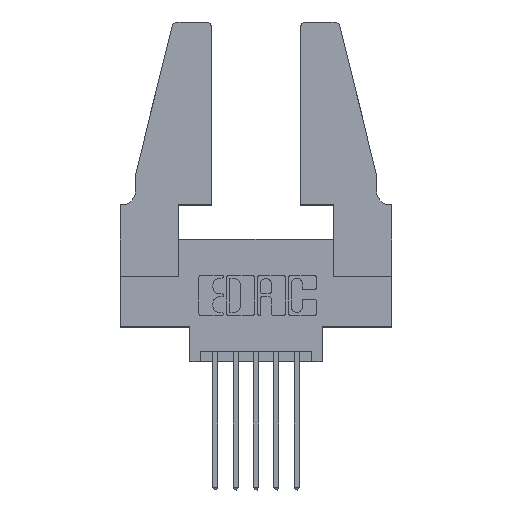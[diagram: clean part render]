
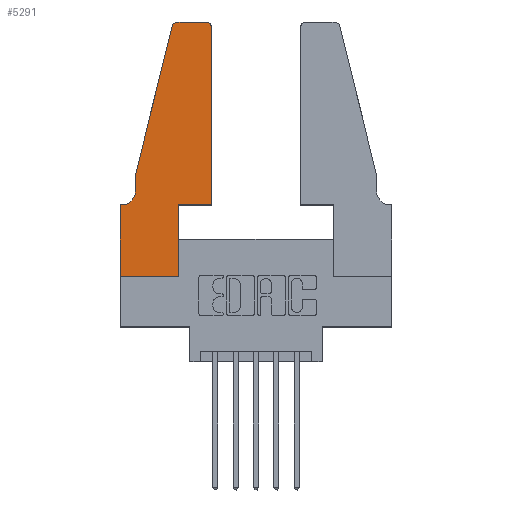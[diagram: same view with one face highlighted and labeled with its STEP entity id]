
A CAD part, top view. The second image highlights one B-rep face of the part: STEP entity #5291.
In plain terms, the highlighted planar face has unit normal (0, 0, 1).
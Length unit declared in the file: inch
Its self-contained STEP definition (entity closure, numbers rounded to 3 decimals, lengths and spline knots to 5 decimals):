
#119 = ORIENTED_EDGE ( 'NONE', *, *, #6495, .T. ) ;
#413 = ORIENTED_EDGE ( 'NONE', *, *, #10708, .T. ) ;
#497 = CARTESIAN_POINT ( 'NONE',  ( 0.4205, 1.25, 0.37 ) ) ;
#527 = CARTESIAN_POINT ( 'NONE',  ( 0.25487, 1.22718, 0.37 ) ) ;
#719 = CARTESIAN_POINT ( 'NONE',  ( 0.2865, 0.35, 0.37 ) ) ;
#776 = CIRCLE ( 'NONE', #2112, 0.03 ) ;
#972 = PLANE ( 'NONE',  #2490 ) ;
#1002 = AXIS2_PLACEMENT_3D ( 'NONE', #8713, #8788, #8835 ) ;
#1318 = LINE ( 'NONE', #6921, #3669 ) ;
#1371 = CARTESIAN_POINT ( 'NONE',  ( 0.0755, 0.42, 0.37 ) ) ;
#1436 = CARTESIAN_POINT ( 'NONE',  ( 0., 0., 0.37 ) ) ;
#1464 = VERTEX_POINT ( 'NONE', #7126 ) ;
#1492 = EDGE_CURVE ( 'NONE', #8487, #8394, #5353, .T. ) ;
#1500 = VECTOR ( 'NONE', #10810, 39.37008 ) ;
#1537 = CARTESIAN_POINT ( 'NONE',  ( 0.4505, 0.35, 0.37 ) ) ;
#1878 = VECTOR ( 'NONE', #5183, 39.37008 ) ;
#2107 = VECTOR ( 'NONE', #9252, 39.37008 ) ;
#2112 = AXIS2_PLACEMENT_3D ( 'NONE', #3991, #9983, #4862 ) ;
#2284 = LINE ( 'NONE', #5518, #4095 ) ;
#2425 = DIRECTION ( 'NONE',  ( 1., 0., 0. ) ) ;
#2490 = AXIS2_PLACEMENT_3D ( 'NONE', #4526, #10463, #5388 ) ;
#2539 = CARTESIAN_POINT ( 'NONE',  ( 0.0755, 0.5, 0.37 ) ) ;
#2544 = CARTESIAN_POINT ( 'NONE',  ( 0.2605, 1.25, 0.37 ) ) ;
#2679 = ORIENTED_EDGE ( 'NONE', *, *, #6686, .T. ) ;
#2854 = CARTESIAN_POINT ( 'NONE',  ( 0.0055, 0.35, 0.37 ) ) ;
#3058 = ORIENTED_EDGE ( 'NONE', *, *, #5993, .T. ) ;
#3164 = CARTESIAN_POINT ( 'NONE',  ( 0.0755, 0.5, 0.37 ) ) ;
#3201 = ORIENTED_EDGE ( 'NONE', *, *, #7447, .T. ) ;
#3267 = ORIENTED_EDGE ( 'NONE', *, *, #1492, .T. ) ;
#3335 = VERTEX_POINT ( 'NONE', #3727 ) ;
#3435 = DIRECTION ( 'NONE',  ( 0., -1., 0. ) ) ;
#3485 = VERTEX_POINT ( 'NONE', #2854 ) ;
#3646 = CIRCLE ( 'NONE', #6599, 0.07 ) ;
#3669 = VECTOR ( 'NONE', #9516, 39.37008 ) ;
#3712 = LINE ( 'NONE', #1537, #8276 ) ;
#3727 = CARTESIAN_POINT ( 'NONE',  ( 0.4505, 0.35, 0.37 ) ) ;
#3950 = LINE ( 'NONE', #2544, #1878 ) ;
#3953 = ORIENTED_EDGE ( 'NONE', *, *, #3979, .T. ) ;
#3979 = EDGE_CURVE ( 'NONE', #4249, #8206, #10115, .T. ) ;
#3991 = CARTESIAN_POINT ( 'NONE',  ( 0.4205, 1.22, 0.37 ) ) ;
#4043 = CARTESIAN_POINT ( 'NONE',  ( 0., 0.35, 0.37 ) ) ;
#4095 = VECTOR ( 'NONE', #10587, 39.37008 ) ;
#4106 = VERTEX_POINT ( 'NONE', #4043 ) ;
#4161 = VECTOR ( 'NONE', #3435, 39.37008 ) ;
#4249 = VERTEX_POINT ( 'NONE', #5606 ) ;
#4327 = LINE ( 'NONE', #8995, #8895 ) ;
#4526 = CARTESIAN_POINT ( 'NONE',  ( 0., 0.35, 0.37 ) ) ;
#4773 = DIRECTION ( 'NONE',  ( 0., 0., -1. ) ) ;
#4862 = DIRECTION ( 'NONE',  ( 1., 0., 0. ) ) ;
#4993 = EDGE_CURVE ( 'NONE', #5297, #6241, #776, .T. ) ;
#5004 = EDGE_LOOP ( 'NONE', ( #8890, #3953, #3058, #7382, #3201, #5198, #9952, #2679, #3267, #413, #119, #7632 ) ) ;
#5136 = DIRECTION ( 'NONE',  ( 0., 1., 0. ) ) ;
#5183 = DIRECTION ( 'NONE',  ( -1., 0., 0. ) ) ;
#5198 = ORIENTED_EDGE ( 'NONE', *, *, #8041, .T. ) ;
#5291 = ADVANCED_FACE ( 'NONE', ( #5866 ), #972, .T. ) ;
#5297 = VERTEX_POINT ( 'NONE', #7096 ) ;
#5353 = LINE ( 'NONE', #6748, #9640 ) ;
#5388 = DIRECTION ( 'NONE',  ( 1., 0., 0. ) ) ;
#5518 = CARTESIAN_POINT ( 'NONE',  ( 0., 0., 0.37 ) ) ;
#5606 = CARTESIAN_POINT ( 'NONE',  ( 0.284, 1.25, 0.37 ) ) ;
#5759 = EDGE_CURVE ( 'NONE', #6241, #4249, #3950, .T. ) ;
#5866 = FACE_OUTER_BOUND ( 'NONE', #5004, .T. ) ;
#5993 = EDGE_CURVE ( 'NONE', #8206, #1464, #6440, .T. ) ;
#6219 = VERTEX_POINT ( 'NONE', #1371 ) ;
#6241 = VERTEX_POINT ( 'NONE', #497 ) ;
#6440 = LINE ( 'NONE', #3164, #1500 ) ;
#6495 = EDGE_CURVE ( 'NONE', #3335, #5297, #1318, .T. ) ;
#6599 = AXIS2_PLACEMENT_3D ( 'NONE', #9904, #4773, #10705 ) ;
#6686 = EDGE_CURVE ( 'NONE', #6778, #8487, #2284, .T. ) ;
#6748 = CARTESIAN_POINT ( 'NONE',  ( 0.2865, 0.35, 0.37 ) ) ;
#6778 = VERTEX_POINT ( 'NONE', #10717 ) ;
#6921 = CARTESIAN_POINT ( 'NONE',  ( 0.4505, 0.35, 0.37 ) ) ;
#6988 = CARTESIAN_POINT ( 'NONE',  ( 0.2865, 0., 0.37 ) ) ;
#7096 = CARTESIAN_POINT ( 'NONE',  ( 0.4505, 1.22, 0.37 ) ) ;
#7126 = CARTESIAN_POINT ( 'NONE',  ( 0.0755, 0.5, 0.37 ) ) ;
#7295 = DIRECTION ( 'NONE',  ( -1., 0., 0. ) ) ;
#7300 = LINE ( 'NONE', #1436, #2107 ) ;
#7382 = ORIENTED_EDGE ( 'NONE', *, *, #9607, .T. ) ;
#7447 = EDGE_CURVE ( 'NONE', #6219, #3485, #3646, .T. ) ;
#7632 = ORIENTED_EDGE ( 'NONE', *, *, #4993, .T. ) ;
#8041 = EDGE_CURVE ( 'NONE', #3485, #4106, #4327, .T. ) ;
#8206 = VERTEX_POINT ( 'NONE', #527 ) ;
#8216 = EDGE_CURVE ( 'NONE', #4106, #6778, #7300, .T. ) ;
#8276 = VECTOR ( 'NONE', #2425, 39.37008 ) ;
#8394 = VERTEX_POINT ( 'NONE', #719 ) ;
#8487 = VERTEX_POINT ( 'NONE', #6988 ) ;
#8713 = CARTESIAN_POINT ( 'NONE',  ( 0.284, 1.22, 0.37 ) ) ;
#8714 = LINE ( 'NONE', #2539, #4161 ) ;
#8788 = DIRECTION ( 'NONE',  ( 0., 0., 1. ) ) ;
#8835 = DIRECTION ( 'NONE',  ( 1., 0., 0. ) ) ;
#8890 = ORIENTED_EDGE ( 'NONE', *, *, #5759, .T. ) ;
#8895 = VECTOR ( 'NONE', #7295, 39.37008 ) ;
#8995 = CARTESIAN_POINT ( 'NONE',  ( 0.0755, 0.35, 0.37 ) ) ;
#9252 = DIRECTION ( 'NONE',  ( 0., -1., 0. ) ) ;
#9516 = DIRECTION ( 'NONE',  ( 0., 1., 0. ) ) ;
#9607 = EDGE_CURVE ( 'NONE', #1464, #6219, #8714, .T. ) ;
#9640 = VECTOR ( 'NONE', #5136, 39.37008 ) ;
#9904 = CARTESIAN_POINT ( 'NONE',  ( 0.0055, 0.42, 0.37 ) ) ;
#9952 = ORIENTED_EDGE ( 'NONE', *, *, #8216, .T. ) ;
#9983 = DIRECTION ( 'NONE',  ( 0., 0., 1. ) ) ;
#10115 = CIRCLE ( 'NONE', #1002, 0.03 ) ;
#10463 = DIRECTION ( 'NONE',  ( 0., 0., 1. ) ) ;
#10587 = DIRECTION ( 'NONE',  ( 1., 0., 0. ) ) ;
#10705 = DIRECTION ( 'NONE',  ( -1., 0., 0. ) ) ;
#10708 = EDGE_CURVE ( 'NONE', #8394, #3335, #3712, .T. ) ;
#10717 = CARTESIAN_POINT ( 'NONE',  ( 0., 0., 0.37 ) ) ;
#10810 = DIRECTION ( 'NONE',  ( -0.239, -0.971, 0. ) ) ;
